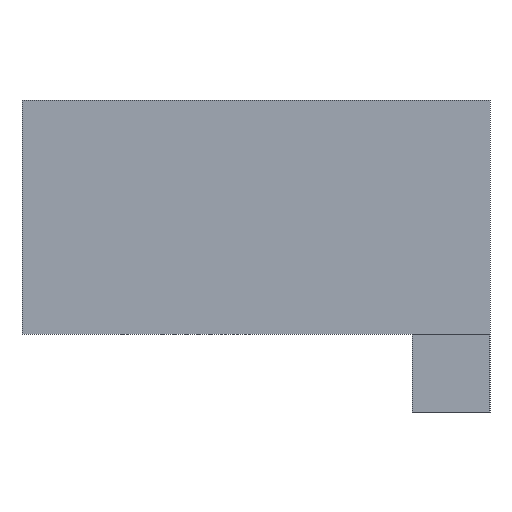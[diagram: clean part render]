
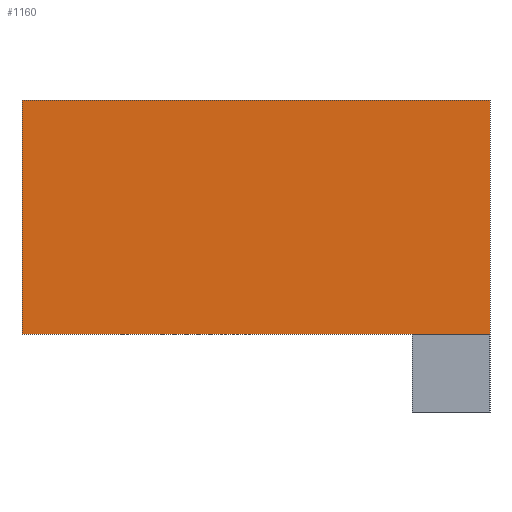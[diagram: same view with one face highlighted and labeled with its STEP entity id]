
A CAD part, left-side view. The second image highlights one B-rep face of the part: STEP entity #1160.
In plain terms, the highlighted planar face has unit normal (-1, 0, 0).
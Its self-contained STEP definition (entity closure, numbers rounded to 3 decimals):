
#456 = VERTEX_POINT('',#457);
#457 = CARTESIAN_POINT('',(51.973,0.,11.55));
#471 = PLANE('',#472);
#472 = AXIS2_PLACEMENT_3D('',#473,#474,#475);
#473 = CARTESIAN_POINT('',(0.,0.,11.55));
#474 = DIRECTION('',(0.,0.,1.));
#475 = DIRECTION('',(1.,0.,-0.));
#499 = PLANE('',#500);
#500 = AXIS2_PLACEMENT_3D('',#501,#502,#503);
#501 = CARTESIAN_POINT('',(51.973,0.,11.55));
#502 = DIRECTION('',(-0.,1.,0.));
#503 = DIRECTION('',(0.,0.,1.));
#776 = EDGE_CURVE('',#456,#777,#779,.T.);
#777 = VERTEX_POINT('',#778);
#778 = CARTESIAN_POINT('',(51.973,0.,46.199));
#779 = SURFACE_CURVE('',#780,(#784,#791),.PCURVE_S1.);
#780 = LINE('',#781,#782);
#781 = CARTESIAN_POINT('',(51.973,0.,11.55));
#782 = VECTOR('',#783,1.);
#783 = DIRECTION('',(0.,0.,1.));
#784 = PCURVE('',#499,#785);
#785 = DEFINITIONAL_REPRESENTATION('',(#786),#790);
#786 = LINE('',#787,#788);
#787 = CARTESIAN_POINT('',(0.,0.));
#788 = VECTOR('',#789,1.);
#789 = DIRECTION('',(1.,0.));
#790 = ( GEOMETRIC_REPRESENTATION_CONTEXT(2) 
PARAMETRIC_REPRESENTATION_CONTEXT() REPRESENTATION_CONTEXT('2D SPACE',''
  ) );
#791 = PCURVE('',#792,#797);
#792 = PLANE('',#793);
#793 = AXIS2_PLACEMENT_3D('',#794,#795,#796);
#794 = CARTESIAN_POINT('',(51.973,0.,11.55));
#795 = DIRECTION('',(1.,0.,-0.));
#796 = DIRECTION('',(0.,0.,1.));
#797 = DEFINITIONAL_REPRESENTATION('',(#798),#802);
#798 = LINE('',#799,#800);
#799 = CARTESIAN_POINT('',(0.,0.));
#800 = VECTOR('',#801,1.);
#801 = DIRECTION('',(1.,0.));
#802 = ( GEOMETRIC_REPRESENTATION_CONTEXT(2) 
PARAMETRIC_REPRESENTATION_CONTEXT() REPRESENTATION_CONTEXT('2D SPACE',''
  ) );
#820 = PLANE('',#821);
#821 = AXIS2_PLACEMENT_3D('',#822,#823,#824);
#822 = CARTESIAN_POINT('',(51.973,0.,46.199));
#823 = DIRECTION('',(0.,0.,1.));
#824 = DIRECTION('',(1.,0.,-0.));
#859 = VERTEX_POINT('',#860);
#860 = CARTESIAN_POINT('',(51.973,11.55,11.55
    ));
#928 = EDGE_CURVE('',#456,#859,#929,.T.);
#929 = SURFACE_CURVE('',#930,(#934,#941),.PCURVE_S1.);
#930 = LINE('',#931,#932);
#931 = CARTESIAN_POINT('',(51.973,0.,11.55));
#932 = VECTOR('',#933,1.);
#933 = DIRECTION('',(-0.,1.,0.));
#934 = PCURVE('',#471,#935);
#935 = DEFINITIONAL_REPRESENTATION('',(#936),#940);
#936 = LINE('',#937,#938);
#937 = CARTESIAN_POINT('',(51.973,0.));
#938 = VECTOR('',#939,1.);
#939 = DIRECTION('',(0.,1.));
#940 = ( GEOMETRIC_REPRESENTATION_CONTEXT(2) 
PARAMETRIC_REPRESENTATION_CONTEXT() REPRESENTATION_CONTEXT('2D SPACE',''
  ) );
#941 = PCURVE('',#792,#942);
#942 = DEFINITIONAL_REPRESENTATION('',(#943),#947);
#943 = LINE('',#944,#945);
#944 = CARTESIAN_POINT('',(0.,0.));
#945 = VECTOR('',#946,1.);
#946 = DIRECTION('',(0.,-1.));
#947 = ( GEOMETRIC_REPRESENTATION_CONTEXT(2) 
PARAMETRIC_REPRESENTATION_CONTEXT() REPRESENTATION_CONTEXT('2D SPACE',''
  ) );
#1014 = PLANE('',#1015);
#1015 = AXIS2_PLACEMENT_3D('',#1016,#1017,#1018);
#1016 = CARTESIAN_POINT('',(51.973,0.,11.55));
#1017 = DIRECTION('',(0.,0.,1.));
#1018 = DIRECTION('',(1.,0.,-0.));
#1079 = PLANE('',#1080);
#1080 = AXIS2_PLACEMENT_3D('',#1081,#1082,#1083);
#1081 = CARTESIAN_POINT('',(51.973,69.298,11.55
    ));
#1082 = DIRECTION('',(-0.,1.,0.));
#1083 = DIRECTION('',(0.,0.,1.));
#1115 = EDGE_CURVE('',#777,#1116,#1118,.T.);
#1116 = VERTEX_POINT('',#1117);
#1117 = CARTESIAN_POINT('',(51.973,69.298,46.199)
  );
#1118 = SURFACE_CURVE('',#1119,(#1123,#1130),.PCURVE_S1.);
#1119 = LINE('',#1120,#1121);
#1120 = CARTESIAN_POINT('',(51.973,0.,46.199));
#1121 = VECTOR('',#1122,1.);
#1122 = DIRECTION('',(-0.,1.,0.));
#1123 = PCURVE('',#820,#1124);
#1124 = DEFINITIONAL_REPRESENTATION('',(#1125),#1129);
#1125 = LINE('',#1126,#1127);
#1126 = CARTESIAN_POINT('',(0.,0.));
#1127 = VECTOR('',#1128,1.);
#1128 = DIRECTION('',(0.,1.));
#1129 = ( GEOMETRIC_REPRESENTATION_CONTEXT(2) 
PARAMETRIC_REPRESENTATION_CONTEXT() REPRESENTATION_CONTEXT('2D SPACE',''
  ) );
#1130 = PCURVE('',#792,#1131);
#1131 = DEFINITIONAL_REPRESENTATION('',(#1132),#1136);
#1132 = LINE('',#1133,#1134);
#1133 = CARTESIAN_POINT('',(34.649,0.));
#1134 = VECTOR('',#1135,1.);
#1135 = DIRECTION('',(0.,-1.));
#1136 = ( GEOMETRIC_REPRESENTATION_CONTEXT(2) 
PARAMETRIC_REPRESENTATION_CONTEXT() REPRESENTATION_CONTEXT('2D SPACE',''
  ) );
#1160 = ADVANCED_FACE('',(#1161),#792,.F.);
#1161 = FACE_BOUND('',#1162,.F.);
#1162 = EDGE_LOOP('',(#1163,#1164,#1165,#1188,#1209));
#1163 = ORIENTED_EDGE('',*,*,#776,.F.);
#1164 = ORIENTED_EDGE('',*,*,#928,.T.);
#1165 = ORIENTED_EDGE('',*,*,#1166,.T.);
#1166 = EDGE_CURVE('',#859,#1167,#1169,.T.);
#1167 = VERTEX_POINT('',#1168);
#1168 = CARTESIAN_POINT('',(51.973,69.298,11.55
    ));
#1169 = SURFACE_CURVE('',#1170,(#1174,#1181),.PCURVE_S1.);
#1170 = LINE('',#1171,#1172);
#1171 = CARTESIAN_POINT('',(51.973,0.,11.55));
#1172 = VECTOR('',#1173,1.);
#1173 = DIRECTION('',(-0.,1.,0.));
#1174 = PCURVE('',#792,#1175);
#1175 = DEFINITIONAL_REPRESENTATION('',(#1176),#1180);
#1176 = LINE('',#1177,#1178);
#1177 = CARTESIAN_POINT('',(0.,0.));
#1178 = VECTOR('',#1179,1.);
#1179 = DIRECTION('',(0.,-1.));
#1180 = ( GEOMETRIC_REPRESENTATION_CONTEXT(2) 
PARAMETRIC_REPRESENTATION_CONTEXT() REPRESENTATION_CONTEXT('2D SPACE',''
  ) );
#1181 = PCURVE('',#1014,#1182);
#1182 = DEFINITIONAL_REPRESENTATION('',(#1183),#1187);
#1183 = LINE('',#1184,#1185);
#1184 = CARTESIAN_POINT('',(0.,0.));
#1185 = VECTOR('',#1186,1.);
#1186 = DIRECTION('',(0.,1.));
#1187 = ( GEOMETRIC_REPRESENTATION_CONTEXT(2) 
PARAMETRIC_REPRESENTATION_CONTEXT() REPRESENTATION_CONTEXT('2D SPACE',''
  ) );
#1188 = ORIENTED_EDGE('',*,*,#1189,.T.);
#1189 = EDGE_CURVE('',#1167,#1116,#1190,.T.);
#1190 = SURFACE_CURVE('',#1191,(#1195,#1202),.PCURVE_S1.);
#1191 = LINE('',#1192,#1193);
#1192 = CARTESIAN_POINT('',(51.973,69.298,11.55
    ));
#1193 = VECTOR('',#1194,1.);
#1194 = DIRECTION('',(0.,0.,1.));
#1195 = PCURVE('',#792,#1196);
#1196 = DEFINITIONAL_REPRESENTATION('',(#1197),#1201);
#1197 = LINE('',#1198,#1199);
#1198 = CARTESIAN_POINT('',(0.,-69.298));
#1199 = VECTOR('',#1200,1.);
#1200 = DIRECTION('',(1.,0.));
#1201 = ( GEOMETRIC_REPRESENTATION_CONTEXT(2) 
PARAMETRIC_REPRESENTATION_CONTEXT() REPRESENTATION_CONTEXT('2D SPACE',''
  ) );
#1202 = PCURVE('',#1079,#1203);
#1203 = DEFINITIONAL_REPRESENTATION('',(#1204),#1208);
#1204 = LINE('',#1205,#1206);
#1205 = CARTESIAN_POINT('',(0.,0.));
#1206 = VECTOR('',#1207,1.);
#1207 = DIRECTION('',(1.,0.));
#1208 = ( GEOMETRIC_REPRESENTATION_CONTEXT(2) 
PARAMETRIC_REPRESENTATION_CONTEXT() REPRESENTATION_CONTEXT('2D SPACE',''
  ) );
#1209 = ORIENTED_EDGE('',*,*,#1115,.F.);
